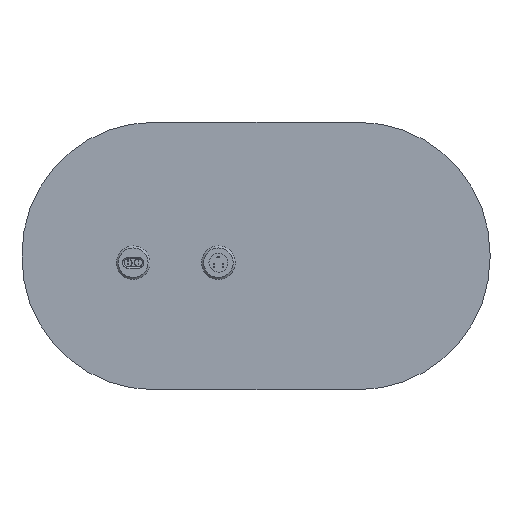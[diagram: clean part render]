
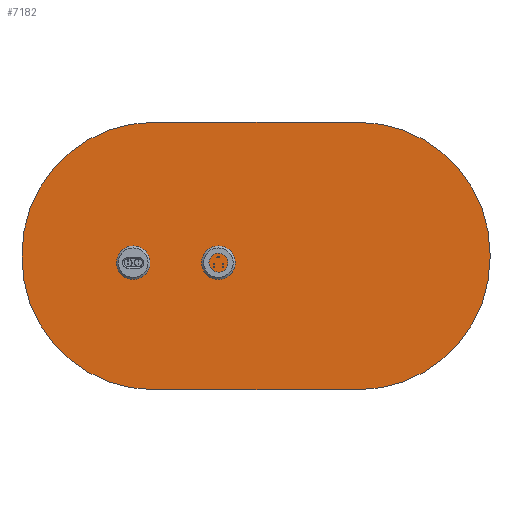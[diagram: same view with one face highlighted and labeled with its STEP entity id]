
A CAD part, top view. The second image highlights one B-rep face of the part: STEP entity #7182.
In plain terms, the highlighted planar face has unit normal (0, 0, 1).
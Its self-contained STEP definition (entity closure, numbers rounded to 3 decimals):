
#416=FACE_BOUND('',#1205,.T.);
#474=CIRCLE('',#7590,100.);
#480=CIRCLE('',#7599,100.);
#481=CIRCLE('',#7602,100.);
#482=CIRCLE('',#7605,100.);
#483=CIRCLE('',#7607,10.);
#806=FACE_OUTER_BOUND('',#1204,.T.);
#1204=EDGE_LOOP('',(#5875,#5876,#5877,#5878,#5879,#5880,#5881,#5882));
#1205=EDGE_LOOP('',(#5883));
#1899=LINE('',#13505,#2605);
#1905=LINE('',#13527,#2611);
#1908=LINE('',#13535,#2614);
#1911=LINE('',#13545,#2617);
#2605=VECTOR('',#8836,10.);
#2611=VECTOR('',#8858,10.);
#2614=VECTOR('',#8867,10.);
#2617=VECTOR('',#8880,10.);
#3216=VERTEX_POINT('',#13492);
#3217=VERTEX_POINT('',#13493);
#3221=VERTEX_POINT('',#13503);
#3228=VERTEX_POINT('',#13521);
#3229=VERTEX_POINT('',#13525);
#3230=VERTEX_POINT('',#13529);
#3231=VERTEX_POINT('',#13533);
#3232=VERTEX_POINT('',#13537);
#3233=VERTEX_POINT('',#13541);
#4121=EDGE_CURVE('',#3216,#3217,#474,.T.);
#4127=EDGE_CURVE('',#3216,#3221,#1899,.T.);
#4135=EDGE_CURVE('',#3228,#3221,#480,.T.);
#4138=EDGE_CURVE('',#3228,#3229,#1905,.T.);
#4139=EDGE_CURVE('',#3230,#3229,#481,.T.);
#4142=EDGE_CURVE('',#3230,#3231,#1908,.T.);
#4143=EDGE_CURVE('',#3232,#3231,#482,.T.);
#4146=EDGE_CURVE('',#3233,#3233,#483,.T.);
#4147=EDGE_CURVE('',#3232,#3217,#1911,.T.);
#5875=ORIENTED_EDGE('',*,*,#4121,.F.);
#5876=ORIENTED_EDGE('',*,*,#4127,.T.);
#5877=ORIENTED_EDGE('',*,*,#4135,.F.);
#5878=ORIENTED_EDGE('',*,*,#4138,.T.);
#5879=ORIENTED_EDGE('',*,*,#4139,.F.);
#5880=ORIENTED_EDGE('',*,*,#4142,.T.);
#5881=ORIENTED_EDGE('',*,*,#4143,.F.);
#5882=ORIENTED_EDGE('',*,*,#4147,.T.);
#5883=ORIENTED_EDGE('',*,*,#4146,.T.);
#6659=PLANE('',#7609);
#7182=ADVANCED_FACE('',(#806,#416),#6659,.T.);
#7590=AXIS2_PLACEMENT_3D('',#13494,#8826,#8827);
#7599=AXIS2_PLACEMENT_3D('',#13522,#8852,#8853);
#7602=AXIS2_PLACEMENT_3D('',#13530,#8861,#8862);
#7605=AXIS2_PLACEMENT_3D('',#13538,#8870,#8871);
#7607=AXIS2_PLACEMENT_3D('',#13543,#8876,#8877);
#7609=AXIS2_PLACEMENT_3D('',#13546,#8881,#8882);
#8826=DIRECTION('center_axis',(0.,0.,-1.));
#8827=DIRECTION('ref_axis',(0.707,-0.707,0.));
#8836=DIRECTION('',(0.,1.,0.));
#8852=DIRECTION('center_axis',(0.,0.,-1.));
#8853=DIRECTION('ref_axis',(0.707,0.707,0.));
#8858=DIRECTION('',(-1.,0.,0.));
#8861=DIRECTION('center_axis',(0.,0.,-1.));
#8862=DIRECTION('ref_axis',(-0.707,0.707,0.));
#8867=DIRECTION('',(0.,-1.,0.));
#8870=DIRECTION('center_axis',(0.,0.,-1.));
#8871=DIRECTION('ref_axis',(-0.707,-0.707,0.));
#8876=DIRECTION('center_axis',(0.,0.,-1.));
#8877=DIRECTION('ref_axis',(1.,0.,0.));
#8880=DIRECTION('',(1.,0.,0.));
#8881=DIRECTION('center_axis',(0.,0.,1.));
#8882=DIRECTION('ref_axis',(1.,0.,0.));
#13492=CARTESIAN_POINT('',(355.6,100.,3.175));
#13493=CARTESIAN_POINT('',(255.6,0.,3.175));
#13494=CARTESIAN_POINT('Origin',(255.6,100.,3.175));
#13503=CARTESIAN_POINT('',(355.6,103.2,3.175));
#13505=CARTESIAN_POINT('',(355.6,0.,3.175));
#13521=CARTESIAN_POINT('',(255.6,203.2,3.175));
#13522=CARTESIAN_POINT('Origin',(255.6,103.2,3.175));
#13525=CARTESIAN_POINT('',(100.,203.2,3.175));
#13527=CARTESIAN_POINT('',(355.6,203.2,3.175));
#13529=CARTESIAN_POINT('',(0.,103.2,3.175));
#13530=CARTESIAN_POINT('Origin',(100.,103.2,3.175));
#13533=CARTESIAN_POINT('',(0.,100.,3.175));
#13535=CARTESIAN_POINT('',(0.,203.2,3.175));
#13537=CARTESIAN_POINT('',(100.,0.,3.175));
#13538=CARTESIAN_POINT('Origin',(100.,100.,3.175));
#13541=CARTESIAN_POINT('',(74.501,96.464,3.175));
#13543=CARTESIAN_POINT('Origin',(84.501,96.464,3.175));
#13545=CARTESIAN_POINT('',(0.,0.,3.175));
#13546=CARTESIAN_POINT('Origin',(177.8,101.6,3.175));
